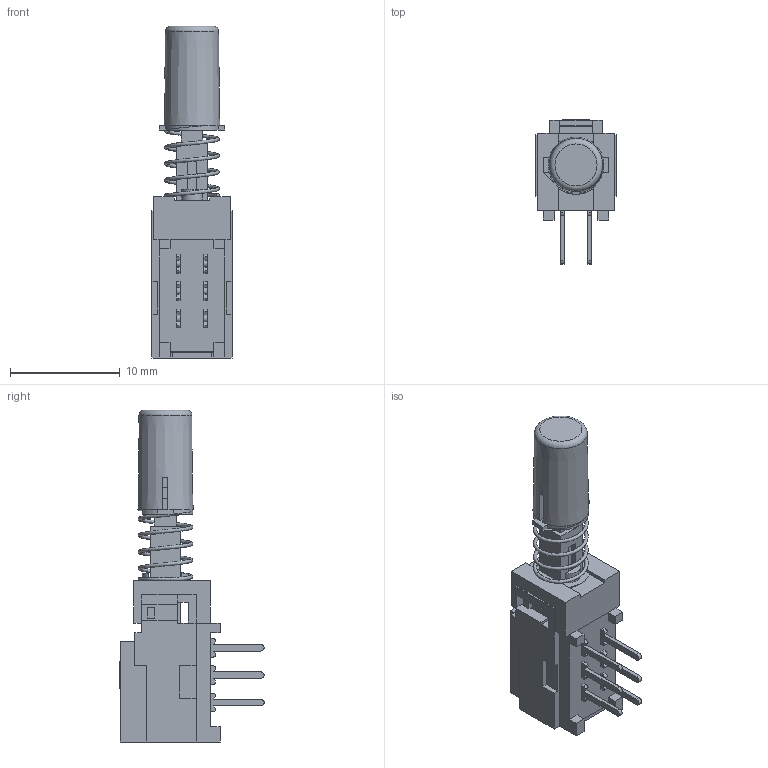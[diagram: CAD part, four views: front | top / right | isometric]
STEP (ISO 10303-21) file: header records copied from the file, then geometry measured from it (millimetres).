
FILE_DESCRIPTION(/* description */ (''),/* implementation_level */ '2;1');
FILE_NAME(/* name */ 'PBH2UxxSAG1Rxxx.stp',/* time_stamp */ '2025-05-28T10:00:23-05:00',/* author */ ('mroman'),/* organization */ (''),/* preprocessor_version */ 'ST-DEVELOPER v18.1',/* originating_system */ 'Autodesk Inventor 2022',/* authorisation */ '');
FILE_SCHEMA (('AUTOMOTIVE_DESIGN { 1 0 10303 214 3 1 1 }'));
Length unit declared in the file: centimetre
Products named in the file (1): PBH2UxxSAG1Rxxx
Bounding box: 7.3 x 13.15 x 30.29 mm (x, y, z)
Volume: 690.6 mm3; surface area: 1557.7 mm2
Topology: 1 solids, 1 shells, 338 faces, 993 edges, 644 vertices
Faces by surface type: plane 301, cylinder 31, bspline 4, torus 1, cone 1
Entity records: 11988 total; most frequent: CARTESIAN_POINT 2927, ORIENTED_EDGE 1982, DIRECTION 1724, EDGE_CURVE 991, LINE 894, VECTOR 894, VERTEX_POINT 643, AXIS2_PLACEMENT_3D 415
